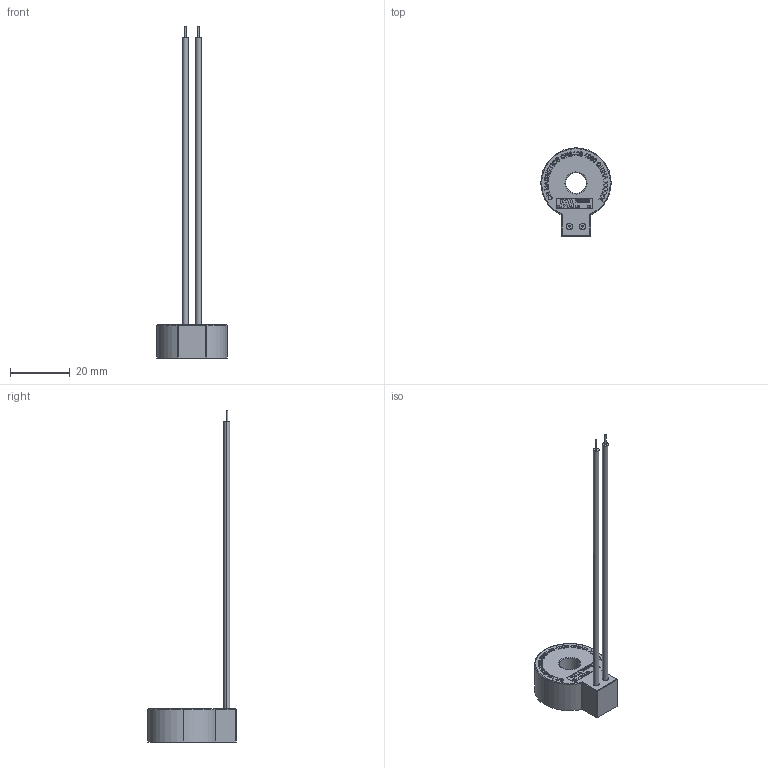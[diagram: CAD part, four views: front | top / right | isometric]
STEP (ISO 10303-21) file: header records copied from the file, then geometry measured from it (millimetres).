
FILE_DESCRIPTION (( 'STEP AP203' ), '1' );
FILE_NAME ('CR8448-1000.STEP', '2023-08-08T18:37:24', ( '' ), ( '' ), 'SwSTEP 2.0', 'SolidWorks 2022', '' );
FILE_SCHEMA (( 'CONFIG_CONTROL_DESIGN' ));
Length unit declared in the file: millimetre
Products named in the file (1): CR8448-1000
Bounding box: 23.5 x 29.5 x 111.05 mm (x, y, z)
Volume: 5557.4 mm3; surface area: 3332.4 mm2
Topology: 1 solids, 1 shells, 691 faces, 1845 edges, 1222 vertices
Faces by surface type: plane 381, bspline 263, cylinder 35, torus 10, sphere 2
Entity records: 36315 total; most frequent: CARTESIAN_POINT 20750, ORIENTED_EDGE 3682, DIRECTION 2254, EDGE_CURVE 1841, LINE 1226, VECTOR 1226, VERTEX_POINT 1222, EDGE_LOOP 763
